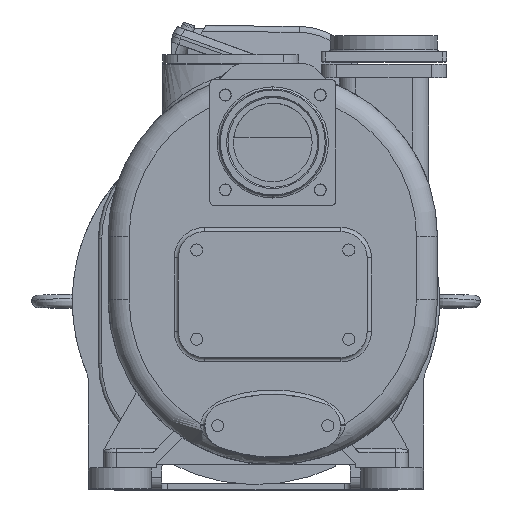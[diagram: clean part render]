
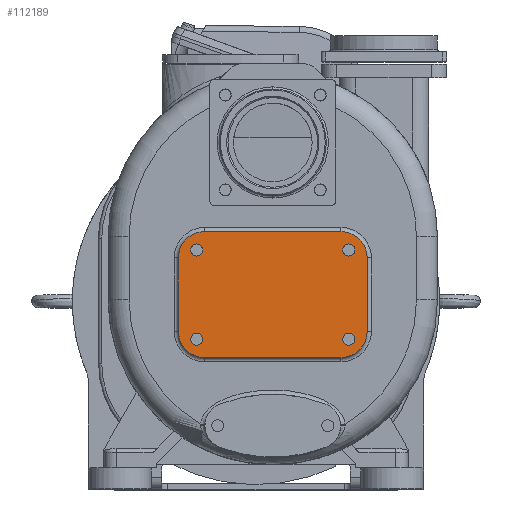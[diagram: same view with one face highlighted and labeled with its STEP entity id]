
A CAD part, top view. The second image highlights one B-rep face of the part: STEP entity #112189.
In plain terms, the highlighted planar face has unit normal (0, 0, 1).
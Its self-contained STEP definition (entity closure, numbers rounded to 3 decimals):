
#111818=CARTESIAN_POINT('',(-49.,128.,125.));
#111819=DIRECTION('',(0.,0.,-1.));
#111820=DIRECTION('',(0.,-1.,0.));
#111821=AXIS2_PLACEMENT_3D('',#111818,#111819,#111820);
#111823=DIRECTION('',(0.,1.,0.));
#111824=VECTOR('',#111823,70.);
#111825=CARTESIAN_POINT('',(-74.,128.,125.));
#111826=LINE('',#111825,#111824);
#111827=CARTESIAN_POINT('',(-49.,198.,125.));
#111828=DIRECTION('',(0.,0.,-1.));
#111829=DIRECTION('',(-1.,0.,0.));
#111830=AXIS2_PLACEMENT_3D('',#111827,#111828,#111829);
#111832=DIRECTION('',(1.,0.,0.));
#111833=VECTOR('',#111832,130.);
#111834=CARTESIAN_POINT('',(-49.,223.,125.));
#111835=LINE('',#111834,#111833);
#111836=CARTESIAN_POINT('',(81.,198.,125.));
#111837=DIRECTION('',(0.,0.,-1.));
#111838=DIRECTION('',(0.,1.,0.));
#111839=AXIS2_PLACEMENT_3D('',#111836,#111837,#111838);
#111841=DIRECTION('',(0.,-1.,0.));
#111842=VECTOR('',#111841,70.);
#111843=CARTESIAN_POINT('',(106.,198.,125.));
#111844=LINE('',#111843,#111842);
#111845=CARTESIAN_POINT('',(81.,128.,125.));
#111846=DIRECTION('',(0.,0.,-1.));
#111847=DIRECTION('',(1.,0.,0.));
#111848=AXIS2_PLACEMENT_3D('',#111845,#111846,#111847);
#111850=DIRECTION('',(-1.,0.,0.));
#111851=VECTOR('',#111850,130.);
#111852=CARTESIAN_POINT('',(81.,103.,125.));
#111853=LINE('',#111852,#111851);
#111854=CARTESIAN_POINT('',(88.5,120.5,125.));
#111855=DIRECTION('',(0.,0.,1.));
#111856=DIRECTION('',(1.,0.,0.));
#111857=AXIS2_PLACEMENT_3D('',#111854,#111855,#111856);
#111859=CARTESIAN_POINT('',(88.5,120.5,125.));
#111860=DIRECTION('',(0.,0.,1.));
#111861=DIRECTION('',(-1.,0.,0.));
#111862=AXIS2_PLACEMENT_3D('',#111859,#111860,#111861);
#111864=CARTESIAN_POINT('',(88.5,205.5,125.));
#111865=DIRECTION('',(0.,0.,1.));
#111866=DIRECTION('',(1.,0.,0.));
#111867=AXIS2_PLACEMENT_3D('',#111864,#111865,#111866);
#111869=CARTESIAN_POINT('',(88.5,205.5,125.));
#111870=DIRECTION('',(0.,0.,1.));
#111871=DIRECTION('',(-1.,0.,0.));
#111872=AXIS2_PLACEMENT_3D('',#111869,#111870,#111871);
#111874=CARTESIAN_POINT('',(-56.5,120.5,125.));
#111875=DIRECTION('',(0.,0.,1.));
#111876=DIRECTION('',(1.,0.,0.));
#111877=AXIS2_PLACEMENT_3D('',#111874,#111875,#111876);
#111879=CARTESIAN_POINT('',(-56.5,120.5,125.));
#111880=DIRECTION('',(0.,0.,1.));
#111881=DIRECTION('',(-1.,0.,0.));
#111882=AXIS2_PLACEMENT_3D('',#111879,#111880,#111881);
#111884=CARTESIAN_POINT('',(-56.5,205.5,125.));
#111885=DIRECTION('',(0.,0.,1.));
#111886=DIRECTION('',(1.,0.,0.));
#111887=AXIS2_PLACEMENT_3D('',#111884,#111885,#111886);
#111889=CARTESIAN_POINT('',(-56.5,205.5,125.));
#111890=DIRECTION('',(0.,0.,1.));
#111891=DIRECTION('',(-1.,0.,0.));
#111892=AXIS2_PLACEMENT_3D('',#111889,#111890,#111891);
#111958=CARTESIAN_POINT('',(94.25,120.5,125.));
#111959=CARTESIAN_POINT('',(82.75,120.5,125.));
#111960=VERTEX_POINT('',#111958);
#111961=VERTEX_POINT('',#111959);
#111962=CARTESIAN_POINT('',(94.25,205.5,125.));
#111963=CARTESIAN_POINT('',(82.75,205.5,125.));
#111964=VERTEX_POINT('',#111962);
#111965=VERTEX_POINT('',#111963);
#111966=CARTESIAN_POINT('',(-50.75,120.5,125.));
#111967=CARTESIAN_POINT('',(-62.25,120.5,125.));
#111968=VERTEX_POINT('',#111966);
#111969=VERTEX_POINT('',#111967);
#111970=CARTESIAN_POINT('',(-50.75,205.5,125.));
#111971=CARTESIAN_POINT('',(-62.25,205.5,125.));
#111972=VERTEX_POINT('',#111970);
#111973=VERTEX_POINT('',#111971);
#111974=CARTESIAN_POINT('',(-49.,103.,125.));
#111975=CARTESIAN_POINT('',(-74.,128.,125.));
#111976=VERTEX_POINT('',#111974);
#111977=VERTEX_POINT('',#111975);
#111978=CARTESIAN_POINT('',(-74.,198.,125.));
#111979=VERTEX_POINT('',#111978);
#111980=CARTESIAN_POINT('',(-49.,223.,125.));
#111981=VERTEX_POINT('',#111980);
#111982=CARTESIAN_POINT('',(81.,223.,125.));
#111983=VERTEX_POINT('',#111982);
#111984=CARTESIAN_POINT('',(106.,198.,125.));
#111985=VERTEX_POINT('',#111984);
#111986=CARTESIAN_POINT('',(106.,128.,125.));
#111987=VERTEX_POINT('',#111986);
#111988=CARTESIAN_POINT('',(81.,103.,125.));
#111989=VERTEX_POINT('',#111988);
#112150=CARTESIAN_POINT('',(16.,163.,125.));
#112151=DIRECTION('',(0.,0.,-1.));
#112152=DIRECTION('',(1.,0.,0.));
#112153=AXIS2_PLACEMENT_3D('',#112150,#112151,#112152);
#112154=PLANE('',#112153);
#112155=ORIENTED_EDGE('',*,*,#112061,.T.);
#112156=ORIENTED_EDGE('',*,*,#112075,.T.);
#112157=ORIENTED_EDGE('',*,*,#112089,.T.);
#112158=ORIENTED_EDGE('',*,*,#112103,.T.);
#112159=ORIENTED_EDGE('',*,*,#112117,.T.);
#112160=ORIENTED_EDGE('',*,*,#112131,.T.);
#112161=ORIENTED_EDGE('',*,*,#112144,.T.);
#112162=ORIENTED_EDGE('',*,*,#111999,.T.);
#112163=EDGE_LOOP('',(#112155,#112156,#112157,#112158,#112159,#112160,#112161,
#112162));
#112164=FACE_OUTER_BOUND('',#112163,.F.);
#112166=ORIENTED_EDGE('',*,*,#112165,.T.);
#112168=ORIENTED_EDGE('',*,*,#112167,.T.);
#112169=EDGE_LOOP('',(#112166,#112168));
#112170=FACE_BOUND('',#112169,.F.);
#112172=ORIENTED_EDGE('',*,*,#112171,.T.);
#112174=ORIENTED_EDGE('',*,*,#112173,.T.);
#112175=EDGE_LOOP('',(#112172,#112174));
#112176=FACE_BOUND('',#112175,.F.);
#112178=ORIENTED_EDGE('',*,*,#112177,.T.);
#112180=ORIENTED_EDGE('',*,*,#112179,.T.);
#112181=EDGE_LOOP('',(#112178,#112180));
#112182=FACE_BOUND('',#112181,.F.);
#112184=ORIENTED_EDGE('',*,*,#112183,.T.);
#112186=ORIENTED_EDGE('',*,*,#112185,.T.);
#112187=EDGE_LOOP('',(#112184,#112186));
#112188=FACE_BOUND('',#112187,.F.);
#112189=ADVANCED_FACE('',(#112164,#112170,#112176,#112182,#112188),#112154,.F.);
#111822=CIRCLE('',#111821,25.);
#111831=CIRCLE('',#111830,25.);
#111840=CIRCLE('',#111839,25.);
#111849=CIRCLE('',#111848,25.);
#111858=CIRCLE('',#111857,5.75);
#111863=CIRCLE('',#111862,5.75);
#111868=CIRCLE('',#111867,5.75);
#111873=CIRCLE('',#111872,5.75);
#111878=CIRCLE('',#111877,5.75);
#111883=CIRCLE('',#111882,5.75);
#111888=CIRCLE('',#111887,5.75);
#111893=CIRCLE('',#111892,5.75);
#111999=EDGE_CURVE('',#111989,#111976,#111853,.T.);
#112061=EDGE_CURVE('',#111976,#111977,#111822,.T.);
#112075=EDGE_CURVE('',#111977,#111979,#111826,.T.);
#112089=EDGE_CURVE('',#111979,#111981,#111831,.T.);
#112103=EDGE_CURVE('',#111981,#111983,#111835,.T.);
#112117=EDGE_CURVE('',#111983,#111985,#111840,.T.);
#112131=EDGE_CURVE('',#111985,#111987,#111844,.T.);
#112144=EDGE_CURVE('',#111987,#111989,#111849,.T.);
#112165=EDGE_CURVE('',#111960,#111961,#111858,.T.);
#112167=EDGE_CURVE('',#111961,#111960,#111863,.T.);
#112171=EDGE_CURVE('',#111964,#111965,#111868,.T.);
#112173=EDGE_CURVE('',#111965,#111964,#111873,.T.);
#112177=EDGE_CURVE('',#111968,#111969,#111878,.T.);
#112179=EDGE_CURVE('',#111969,#111968,#111883,.T.);
#112183=EDGE_CURVE('',#111972,#111973,#111888,.T.);
#112185=EDGE_CURVE('',#111973,#111972,#111893,.T.);
